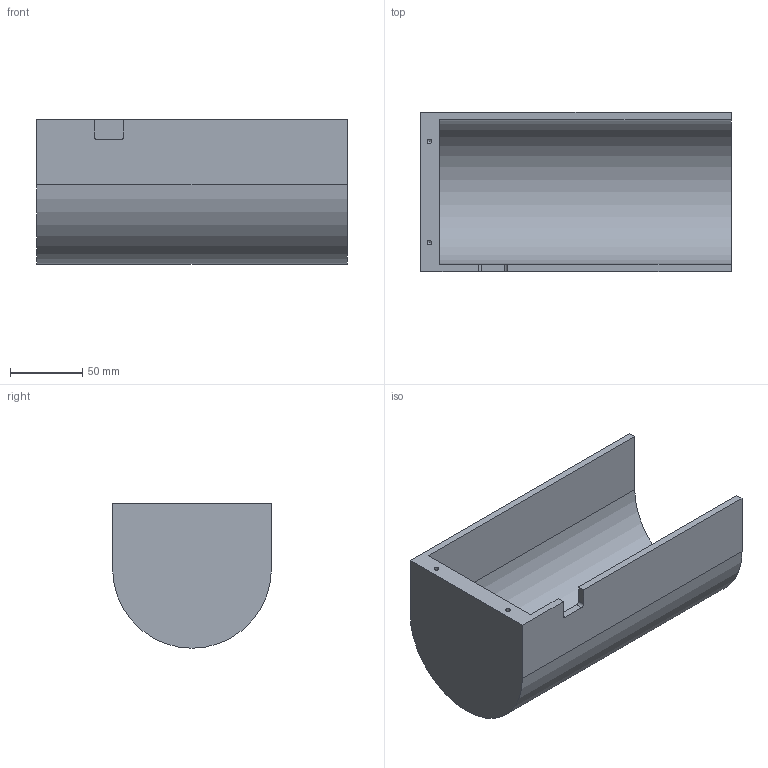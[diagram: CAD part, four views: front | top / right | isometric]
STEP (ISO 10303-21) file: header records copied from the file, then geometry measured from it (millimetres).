
FILE_DESCRIPTION(/* description */ (''),/* implementation_level */ '2;1');
FILE_NAME(/* name */ '',/* time_stamp */ '2023-12-28T10:45:33+07:00',/* author */ ('daveb'),/* organization */ (''),/* preprocessor_version */ 'ST-DEVELOPER v19.2',/* originating_system */ 'Autodesk Inventor 2024',/* authorisation */ '');
FILE_SCHEMA (('AUTOMOTIVE_DESIGN { 1 0 10303 214 3 1 1 }'));
Length unit declared in the file: millimetre
Products named in the file (1): [K3[Nắp
Bounding box: 215 x 110 x 100 mm (x, y, z)
Volume: 382042.6 mm3; surface area: 129044 mm2
Topology: 1 solids, 1 shells, 20 faces, 52 edges, 34 vertices
Faces by surface type: plane 12, cylinder 6, cone 2
Full cylindrical faces by diameter (mm): 3.242 x2
Entity records: 645 total; most frequent: CARTESIAN_POINT 105, DIRECTION 104, ORIENTED_EDGE 100, EDGE_CURVE 50, LINE 38, VECTOR 38, VERTEX_POINT 34, AXIS2_PLACEMENT_3D 33
